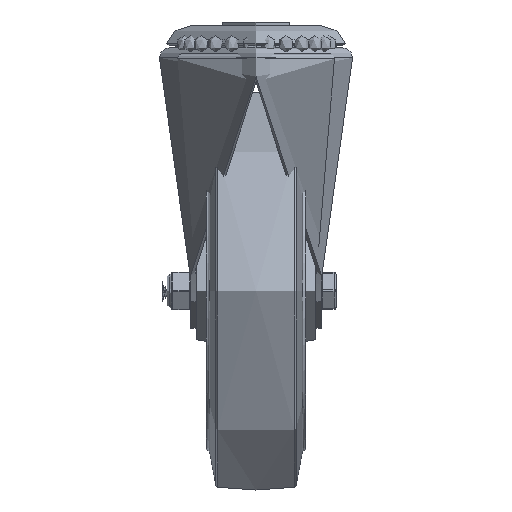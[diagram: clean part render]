
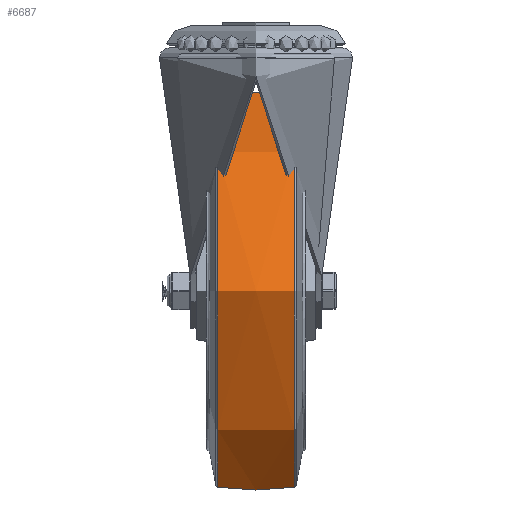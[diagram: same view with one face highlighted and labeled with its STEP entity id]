
A CAD part, left-side view. The second image highlights one B-rep face of the part: STEP entity #6687.
In plain terms, the highlighted free-form (B-spline) face has degree [2, 2] with [3, 9] control points.
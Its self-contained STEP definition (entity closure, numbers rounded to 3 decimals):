
#18=(
BOUNDED_SURFACE()
B_SPLINE_SURFACE(2,2,((#11390,#11391,#11392,#11393,#11394,#11395,#11396,
#11397,#11398),(#11399,#11400,#11401,#11402,#11403,#11404,#11405,#11406,
#11407),(#11408,#11409,#11410,#11411,#11412,#11413,#11414,#11415,#11416)),
 .UNSPECIFIED.,.F.,.T.,.F.)
B_SPLINE_SURFACE_WITH_KNOTS((3,3),(3,2,2,2,3),(-0.144,0.144),
(-3.142,-1.571,0.,1.571,3.142),
 .UNSPECIFIED.)
GEOMETRIC_REPRESENTATION_ITEM()
RATIONAL_B_SPLINE_SURFACE(((1.,0.707,1.,0.707,1.,
0.707,1.,0.707,1.),(0.99,0.7,
0.99,0.7,0.99,0.7,
0.99,0.7,0.99),(1.,0.707,
1.,0.707,1.,0.707,1.,0.707,1.)))
REPRESENTATION_ITEM('')
SURFACE()
);
#1074=FACE_OUTER_BOUND('',#1480,.T.);
#1480=EDGE_LOOP('',(#5081,#5082,#5083,#5084));
#2836=CIRCLE('',#7343,98.605);
#2837=CIRCLE('',#7344,134.083);
#2838=CIRCLE('',#7345,98.605);
#3195=VERTEX_POINT('',#11387);
#3196=VERTEX_POINT('',#11417);
#3890=EDGE_CURVE('',#3195,#3195,#2836,.T.);
#3891=EDGE_CURVE('',#3195,#3196,#2837,.T.);
#3892=EDGE_CURVE('',#3196,#3196,#2838,.T.);
#5081=ORIENTED_EDGE('',*,*,#3890,.F.);
#5082=ORIENTED_EDGE('',*,*,#3891,.T.);
#5083=ORIENTED_EDGE('',*,*,#3892,.T.);
#5084=ORIENTED_EDGE('',*,*,#3891,.F.);
#6687=ADVANCED_FACE('',(#1074),#18,.F.);
#7343=AXIS2_PLACEMENT_3D('',#11389,#8397,#8398);
#7344=AXIS2_PLACEMENT_3D('',#11418,#8399,#8400);
#7345=AXIS2_PLACEMENT_3D('',#11419,#8401,#8402);
#8397=DIRECTION('center_axis',(0.,-1.,0.));
#8398=DIRECTION('ref_axis',(0.,0.,
1.));
#8399=DIRECTION('center_axis',(-1.,0.,0.));
#8400=DIRECTION('ref_axis',(0.,0.,
1.));
#8401=DIRECTION('center_axis',(0.,-1.,0.));
#8402=DIRECTION('ref_axis',(0.,0.,
1.));
#11387=CARTESIAN_POINT('',(0.,-19.292,98.605));
#11389=CARTESIAN_POINT('Origin',(0.,-19.292,
0.));
#11390=CARTESIAN_POINT('Ctrl Pts',(0.,19.292,
98.605));
#11391=CARTESIAN_POINT('Ctrl Pts',(-98.605,19.292,98.605));
#11392=CARTESIAN_POINT('Ctrl Pts',(-98.605,19.292,0.));
#11393=CARTESIAN_POINT('Ctrl Pts',(-98.605,19.292,-98.605));
#11394=CARTESIAN_POINT('Ctrl Pts',(0.,19.292,
-98.605));
#11395=CARTESIAN_POINT('Ctrl Pts',(98.605,19.292,-98.605));
#11396=CARTESIAN_POINT('Ctrl Pts',(98.605,19.292,0.));
#11397=CARTESIAN_POINT('Ctrl Pts',(98.605,19.292,98.605));
#11398=CARTESIAN_POINT('Ctrl Pts',(0.,19.292,
98.605));
#11399=CARTESIAN_POINT('Ctrl Pts',(0.,0.,
101.41));
#11400=CARTESIAN_POINT('Ctrl Pts',(-101.41,0.,
101.41));
#11401=CARTESIAN_POINT('Ctrl Pts',(-101.41,0.,
0.));
#11402=CARTESIAN_POINT('Ctrl Pts',(-101.41,0.,
-101.41));
#11403=CARTESIAN_POINT('Ctrl Pts',(0.,0.,
-101.41));
#11404=CARTESIAN_POINT('Ctrl Pts',(101.41,0.,
-101.41));
#11405=CARTESIAN_POINT('Ctrl Pts',(101.41,0.,
0.));
#11406=CARTESIAN_POINT('Ctrl Pts',(101.41,0.,
101.41));
#11407=CARTESIAN_POINT('Ctrl Pts',(0.,0.,
101.41));
#11408=CARTESIAN_POINT('Ctrl Pts',(0.,-19.292,
98.605));
#11409=CARTESIAN_POINT('Ctrl Pts',(-98.605,-19.292,98.605));
#11410=CARTESIAN_POINT('Ctrl Pts',(-98.605,-19.292,0.));
#11411=CARTESIAN_POINT('Ctrl Pts',(-98.605,-19.292,
-98.605));
#11412=CARTESIAN_POINT('Ctrl Pts',(0.,-19.292,
-98.605));
#11413=CARTESIAN_POINT('Ctrl Pts',(98.605,-19.292,-98.605));
#11414=CARTESIAN_POINT('Ctrl Pts',(98.605,-19.292,0.));
#11415=CARTESIAN_POINT('Ctrl Pts',(98.605,-19.292,98.605));
#11416=CARTESIAN_POINT('Ctrl Pts',(0.,-19.292,
98.605));
#11417=CARTESIAN_POINT('',(0.,19.292,98.605));
#11418=CARTESIAN_POINT('Origin',(0.,0.,
-34.083));
#11419=CARTESIAN_POINT('Origin',(0.,19.292,
0.));
